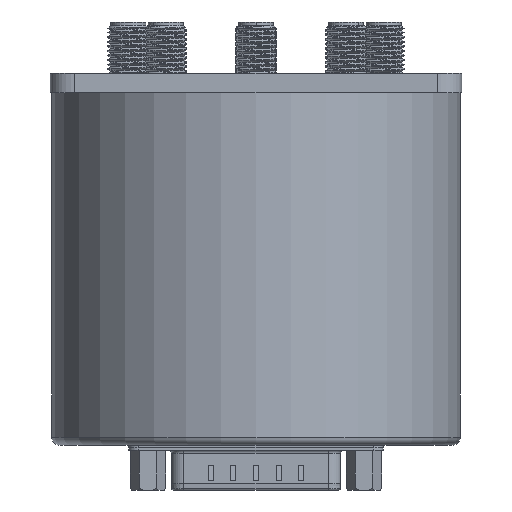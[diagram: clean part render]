
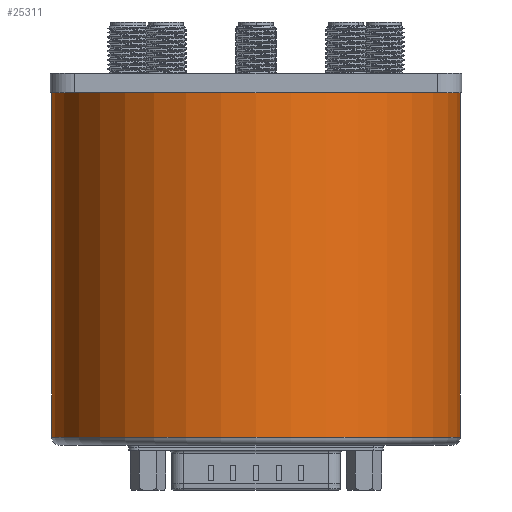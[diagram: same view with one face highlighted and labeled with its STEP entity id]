
A CAD part, front view. The second image highlights one B-rep face of the part: STEP entity #25311.
In plain terms, the highlighted cylindrical face has radius 31.496 mm (diameter 62.992 mm), a partial arc.
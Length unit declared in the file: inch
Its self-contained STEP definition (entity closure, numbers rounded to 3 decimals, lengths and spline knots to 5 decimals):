
#902 = VERTEX_POINT ( 'NONE', #9080 ) ;
#4735 = ORIENTED_EDGE ( 'NONE', *, *, #80759, .F. ) ;
#9080 = CARTESIAN_POINT ( 'NONE',  ( -1.24, 0., -2.21 ) ) ;
#17729 = LINE ( 'NONE', #72484, #28786 ) ;
#21591 = CIRCLE ( 'NONE', #45706, 1.24 ) ;
#22527 = CARTESIAN_POINT ( 'NONE',  ( 1.24, 0., -2.21 ) ) ;
#23103 = VECTOR ( 'NONE', #75886, 39.37008 ) ;
#23510 = VERTEX_POINT ( 'NONE', #86326 ) ;
#23587 = CARTESIAN_POINT ( 'NONE',  ( 0., 0., -2.21 ) ) ;
#25311 = ADVANCED_FACE ( 'NONE', ( #59003 ), #28002, .T. ) ;
#26110 = CARTESIAN_POINT ( 'NONE',  ( 0., 0., -8.02725 ) ) ;
#26460 = CARTESIAN_POINT ( 'NONE',  ( -1.24, 0., -8.02725 ) ) ;
#27601 = EDGE_LOOP ( 'NONE', ( #4735, #47484, #89207, #30369 ) ) ;
#28002 = CYLINDRICAL_SURFACE ( 'NONE', #57158, 1.24 ) ;
#28786 = VECTOR ( 'NONE', #87887, 39.37008 ) ;
#30369 = ORIENTED_EDGE ( 'NONE', *, *, #30506, .T. ) ;
#30506 = EDGE_CURVE ( 'NONE', #61614, #23510, #39523, .T. ) ;
#39300 = EDGE_CURVE ( 'NONE', #41708, #61614, #17729, .T. ) ;
#39523 = CIRCLE ( 'NONE', #56364, 1.24 ) ;
#40307 = DIRECTION ( 'NONE',  ( 0., 0., 1. ) ) ;
#41708 = VERTEX_POINT ( 'NONE', #22527 ) ;
#45706 = AXIS2_PLACEMENT_3D ( 'NONE', #23587, #52360, #59467 ) ;
#47484 = ORIENTED_EDGE ( 'NONE', *, *, #75976, .T. ) ;
#52360 = DIRECTION ( 'NONE',  ( 0., 0., 1. ) ) ;
#56364 = AXIS2_PLACEMENT_3D ( 'NONE', #57451, #63893, #58055 ) ;
#57158 = AXIS2_PLACEMENT_3D ( 'NONE', #26110, #40307, #89705 ) ;
#57451 = CARTESIAN_POINT ( 'NONE',  ( 0., 0., -0.12 ) ) ;
#58055 = DIRECTION ( 'NONE',  ( -1., 0., 0. ) ) ;
#59003 = FACE_OUTER_BOUND ( 'NONE', #27601, .T. ) ;
#59467 = DIRECTION ( 'NONE',  ( 1., 0., 0. ) ) ;
#61614 = VERTEX_POINT ( 'NONE', #91533 ) ;
#63893 = DIRECTION ( 'NONE',  ( 0., 0., -1. ) ) ;
#72484 = CARTESIAN_POINT ( 'NONE',  ( 1.24, 0., -8.02725 ) ) ;
#75886 = DIRECTION ( 'NONE',  ( 0., 0., 1. ) ) ;
#75976 = EDGE_CURVE ( 'NONE', #902, #41708, #21591, .T. ) ;
#79476 = LINE ( 'NONE', #26460, #23103 ) ;
#80759 = EDGE_CURVE ( 'NONE', #902, #23510, #79476, .T. ) ;
#86326 = CARTESIAN_POINT ( 'NONE',  ( -1.24, 0., -0.12 ) ) ;
#87887 = DIRECTION ( 'NONE',  ( 0., 0., 1. ) ) ;
#89207 = ORIENTED_EDGE ( 'NONE', *, *, #39300, .T. ) ;
#89705 = DIRECTION ( 'NONE',  ( 1., 0., 0. ) ) ;
#91533 = CARTESIAN_POINT ( 'NONE',  ( 1.24, 0., -0.12 ) ) ;
